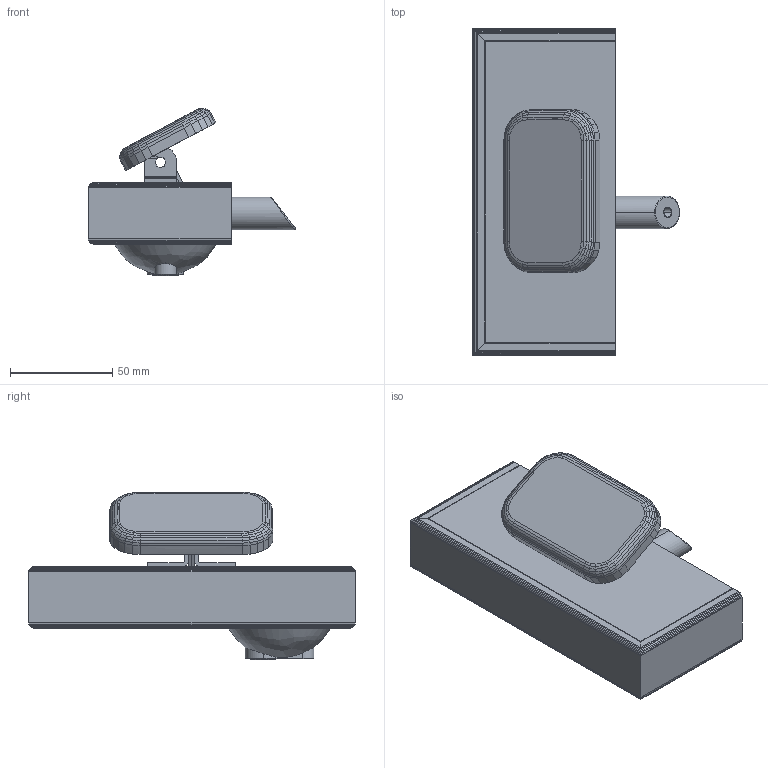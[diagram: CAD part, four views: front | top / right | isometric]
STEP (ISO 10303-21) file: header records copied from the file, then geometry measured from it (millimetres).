
FILE_DESCRIPTION (( 'STEP AP203' ), '1' );
FILE_NAME ('05SGCK30L.STEP', '2022-03-03T08:31:57', ( '' ), ( '' ), 'SwSTEP 2.0', 'SolidWorks 2020', '' );
FILE_SCHEMA (( 'CONFIG_CONTROL_DESIGN' ));
Length unit declared in the file: millimetre
Products named in the file (1): 05SGCK30L
Bounding box: 101.47 x 160 x 82.07 mm (x, y, z)
Volume: 107531.5 mm3; surface area: 94571.3 mm2
Topology: 11 solids, 11 shells, 643 faces, 1669 edges, 1036 vertices
Faces by surface type: plane 358, bspline 265, cylinder 20
Entity records: 29501 total; most frequent: CARTESIAN_POINT 18047, ORIENTED_EDGE 3328, EDGE_CURVE 1664, B_SPLINE_CURVE_WITH_KNOTS 1590, VERTEX_POINT 1036, DIRECTION 770, EDGE_LOOP 660, FACE_OUTER_BOUND 643
